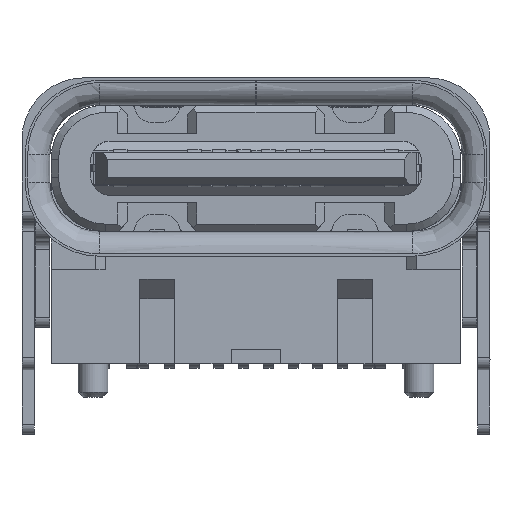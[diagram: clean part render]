
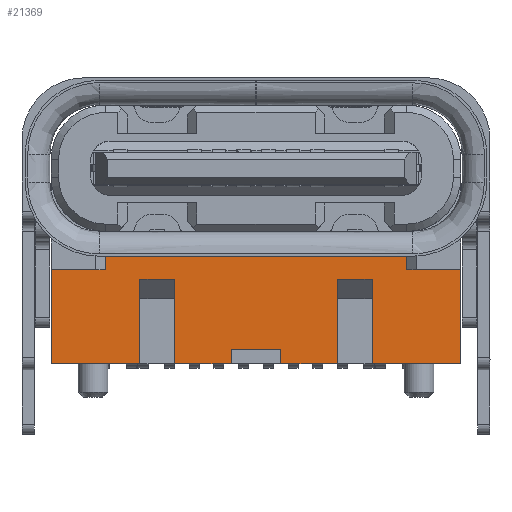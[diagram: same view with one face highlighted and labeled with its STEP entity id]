
A CAD part, front view. The second image highlights one B-rep face of the part: STEP entity #21369.
In plain terms, the highlighted planar face has unit normal (0, -1, 0).
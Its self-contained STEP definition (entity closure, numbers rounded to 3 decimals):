
#3607=DIRECTION('',(-1.,0.,0.));
#3608=VECTOR('',#3607,1.8);
#3609=CARTESIAN_POINT('',(0.9,6.298,
-0.7));
#3610=LINE('',#3609,#3608);
#3611=DIRECTION('',(1.,0.,0.));
#3612=VECTOR('',#3611,2.145);
#3613=CARTESIAN_POINT('',(0.9,6.298,
-1.28));
#3614=LINE('',#3613,#3612);
#3615=DIRECTION('',(0.,0.,-1.));
#3616=VECTOR('',#3615,1.91);
#3617=CARTESIAN_POINT('',(4.145,6.298,-2.05));
#3618=LINE('',#3617,#3616);
#3619=DIRECTION('',(-1.,0.,0.));
#3620=VECTOR('',#3619,1.795);
#3621=CARTESIAN_POINT('',(4.145,6.298,-3.96));
#3622=LINE('',#3621,#3620);
#3623=DIRECTION('',(1.,0.,0.));
#3624=VECTOR('',#3623,0.7);
#3625=CARTESIAN_POINT('',(1.65,6.298,-2.25));
#3626=LINE('',#3625,#3624);
#3627=DIRECTION('',(-1.,0.,0.));
#3628=VECTOR('',#3627,1.15);
#3629=CARTESIAN_POINT('',(1.65,6.298,-3.96));
#3630=LINE('',#3629,#3628);
#3631=DIRECTION('',(0.,0.,1.));
#3632=VECTOR('',#3631,0.3);
#3633=CARTESIAN_POINT('',(0.5,6.298,
-3.96));
#3634=LINE('',#3633,#3632);
#3635=DIRECTION('',(-1.,0.,0.));
#3636=VECTOR('',#3635,1.);
#3637=CARTESIAN_POINT('',(0.5,6.298,
-3.66));
#3638=LINE('',#3637,#3636);
#3639=DIRECTION('',(-1.,0.,0.));
#3640=VECTOR('',#3639,1.15);
#3641=CARTESIAN_POINT('',(-0.5,6.298,
-3.96));
#3642=LINE('',#3641,#3640);
#3643=DIRECTION('',(1.,0.,0.));
#3644=VECTOR('',#3643,0.7);
#3645=CARTESIAN_POINT('',(-2.35,6.298,
-2.25));
#3646=LINE('',#3645,#3644);
#3647=DIRECTION('',(-1.,0.,0.));
#3648=VECTOR('',#3647,1.795);
#3649=CARTESIAN_POINT('',(-2.35,6.298,
-3.96));
#3650=LINE('',#3649,#3648);
#3651=DIRECTION('',(0.,0.,1.));
#3652=VECTOR('',#3651,1.91);
#3653=CARTESIAN_POINT('',(-4.145,6.298,
-3.96));
#3654=LINE('',#3653,#3652);
#3655=DIRECTION('',(0.,0.,1.));
#3656=VECTOR('',#3655,0.77);
#3657=CARTESIAN_POINT('',(-3.045,6.298,
-2.05));
#3658=LINE('',#3657,#3656);
#3659=DIRECTION('',(1.,0.,0.));
#3660=VECTOR('',#3659,2.145);
#3661=CARTESIAN_POINT('',(-3.045,6.298,
-1.28));
#3662=LINE('',#3661,#3660);
#3663=DIRECTION('',(0.,0.,1.));
#3664=VECTOR('',#3663,0.58);
#3665=CARTESIAN_POINT('',(-0.9,6.298,
-1.28));
#3666=LINE('',#3665,#3664);
#5639=DIRECTION('',(-1.,0.,0.));
#5640=VECTOR('',#5639,1.1);
#5641=CARTESIAN_POINT('',(4.145,6.298,-2.05));
#5642=LINE('',#5641,#5640);
#5655=DIRECTION('',(0.,0.,1.));
#5656=VECTOR('',#5655,0.77);
#5657=CARTESIAN_POINT('',(3.045,6.298,-2.05));
#5658=LINE('',#5657,#5656);
#10721=DIRECTION('',(0.,0.,1.));
#10722=VECTOR('',#10721,0.58);
#10723=CARTESIAN_POINT('',(0.9,6.298,
-1.28));
#10724=LINE('',#10723,#10722);
#10737=DIRECTION('',(0.,0.,-1.));
#10738=VECTOR('',#10737,1.71);
#10739=CARTESIAN_POINT('',(2.35,6.298,
-2.25));
#10740=LINE('',#10739,#10738);
#10781=DIRECTION('',(0.,0.,1.));
#10782=VECTOR('',#10781,1.71);
#10783=CARTESIAN_POINT('',(-2.35,6.298,
-3.96));
#10784=LINE('',#10783,#10782);
#10801=DIRECTION('',(0.,0.,-1.));
#10802=VECTOR('',#10801,1.71);
#10803=CARTESIAN_POINT('',(-1.65,6.298,
-2.25));
#10804=LINE('',#10803,#10802);
#10813=DIRECTION('',(0.,0.,1.));
#10814=VECTOR('',#10813,1.71);
#10815=CARTESIAN_POINT('',(1.65,6.298,
-3.96));
#10816=LINE('',#10815,#10814);
#10853=DIRECTION('',(0.,0.,1.));
#10854=VECTOR('',#10853,0.3);
#10855=CARTESIAN_POINT('',(-0.5,6.298,
-3.96));
#10856=LINE('',#10855,#10854);
#10865=DIRECTION('',(-1.,0.,0.));
#10866=VECTOR('',#10865,1.1);
#10867=CARTESIAN_POINT('',(-3.045,6.298,
-2.05));
#10868=LINE('',#10867,#10866);
#12466=CARTESIAN_POINT('',(-4.145,6.298,
-2.05));
#12468=VERTEX_POINT('',#12466);
#12586=CARTESIAN_POINT('',(4.145,6.298,
-2.05));
#12588=VERTEX_POINT('',#12586);
#12599=CARTESIAN_POINT('',(3.045,6.298,
-2.05));
#12600=VERTEX_POINT('',#12599);
#12601=CARTESIAN_POINT('',(-3.045,6.298,
-2.05));
#12602=VERTEX_POINT('',#12601);
#12603=CARTESIAN_POINT('',(-3.045,6.298,
-1.28));
#12604=VERTEX_POINT('',#12603);
#12605=CARTESIAN_POINT('',(-0.9,6.298,
-1.28));
#12606=VERTEX_POINT('',#12605);
#12607=CARTESIAN_POINT('',(0.9,6.298,
-1.28));
#12608=CARTESIAN_POINT('',(3.045,6.298,
-1.28));
#12609=VERTEX_POINT('',#12607);
#12610=VERTEX_POINT('',#12608);
#13266=CARTESIAN_POINT('',(0.9,6.298,
-0.7));
#13267=CARTESIAN_POINT('',(-0.9,6.298,
-0.7));
#13268=VERTEX_POINT('',#13266);
#13269=VERTEX_POINT('',#13267);
#15481=CARTESIAN_POINT('',(-4.145,6.298,
-3.96));
#15483=VERTEX_POINT('',#15481);
#15485=CARTESIAN_POINT('',(-2.35,6.298,
-3.96));
#15486=VERTEX_POINT('',#15485);
#15491=CARTESIAN_POINT('',(-1.65,6.298,
-3.96));
#15492=VERTEX_POINT('',#15491);
#15493=CARTESIAN_POINT('',(-0.5,6.298,
-3.96));
#15494=VERTEX_POINT('',#15493);
#15499=CARTESIAN_POINT('',(0.5,6.298,
-3.96));
#15500=VERTEX_POINT('',#15499);
#15501=CARTESIAN_POINT('',(1.65,6.298,
-3.96));
#15502=VERTEX_POINT('',#15501);
#15507=CARTESIAN_POINT('',(2.35,6.298,
-3.96));
#15508=VERTEX_POINT('',#15507);
#15509=CARTESIAN_POINT('',(4.145,6.298,
-3.96));
#15510=VERTEX_POINT('',#15509);
#15521=CARTESIAN_POINT('',(0.5,6.298,
-3.66));
#15522=CARTESIAN_POINT('',(-0.5,6.298,
-3.66));
#15523=VERTEX_POINT('',#15521);
#15524=VERTEX_POINT('',#15522);
#15557=CARTESIAN_POINT('',(-2.35,6.298,
-2.25));
#15558=CARTESIAN_POINT('',(-1.65,6.298,
-2.25));
#15559=VERTEX_POINT('',#15557);
#15560=VERTEX_POINT('',#15558);
#15565=CARTESIAN_POINT('',(1.65,6.298,
-2.25));
#15566=CARTESIAN_POINT('',(2.35,6.298,
-2.25));
#15567=VERTEX_POINT('',#15565);
#15568=VERTEX_POINT('',#15566);
#21321=CARTESIAN_POINT('',(-4.5,6.298,
-2.05));
#21322=DIRECTION('',(0.,-1.,0.));
#21323=DIRECTION('',(0.,0.,-1.));
#21324=AXIS2_PLACEMENT_3D('',#21321,#21322,#21323);
#21325=PLANE('',#21324);
#21327=ORIENTED_EDGE('',*,*,#21326,.F.);
#21329=ORIENTED_EDGE('',*,*,#21328,.F.);
#21330=ORIENTED_EDGE('',*,*,#17117,.T.);
#21332=ORIENTED_EDGE('',*,*,#21331,.F.);
#21334=ORIENTED_EDGE('',*,*,#21333,.F.);
#21336=ORIENTED_EDGE('',*,*,#21335,.T.);
#21337=ORIENTED_EDGE('',*,*,#19987,.T.);
#21339=ORIENTED_EDGE('',*,*,#21338,.F.);
#21341=ORIENTED_EDGE('',*,*,#21340,.F.);
#21343=ORIENTED_EDGE('',*,*,#21342,.F.);
#21344=ORIENTED_EDGE('',*,*,#19979,.T.);
#21346=ORIENTED_EDGE('',*,*,#21345,.T.);
#21348=ORIENTED_EDGE('',*,*,#21347,.T.);
#21350=ORIENTED_EDGE('',*,*,#21349,.F.);
#21351=ORIENTED_EDGE('',*,*,#19971,.T.);
#21353=ORIENTED_EDGE('',*,*,#21352,.F.);
#21355=ORIENTED_EDGE('',*,*,#21354,.F.);
#21357=ORIENTED_EDGE('',*,*,#21356,.F.);
#21358=ORIENTED_EDGE('',*,*,#19963,.T.);
#21359=ORIENTED_EDGE('',*,*,#17591,.T.);
#21361=ORIENTED_EDGE('',*,*,#21360,.F.);
#21363=ORIENTED_EDGE('',*,*,#21362,.T.);
#21364=ORIENTED_EDGE('',*,*,#17146,.T.);
#21366=ORIENTED_EDGE('',*,*,#21365,.T.);
#21367=EDGE_LOOP('',(#21327,#21329,#21330,#21332,#21334,#21336,#21337,#21339,
#21341,#21343,#21344,#21346,#21348,#21350,#21351,#21353,#21355,#21357,#21358,
#21359,#21361,#21363,#21364,#21366));
#21368=FACE_OUTER_BOUND('',#21367,.F.);
#17117=EDGE_CURVE('',#12609,#12610,#3614,.T.);
#17146=EDGE_CURVE('',#12604,#12606,#3662,.T.);
#17591=EDGE_CURVE('',#15483,#12468,#3654,.T.);
#19963=EDGE_CURVE('',#15486,#15483,#3650,.T.);
#19971=EDGE_CURVE('',#15494,#15492,#3642,.T.);
#19979=EDGE_CURVE('',#15502,#15500,#3630,.T.);
#19987=EDGE_CURVE('',#15510,#15508,#3622,.T.);
#21326=EDGE_CURVE('',#13268,#13269,#3610,.T.);
#21328=EDGE_CURVE('',#12609,#13268,#10724,.T.);
#21331=EDGE_CURVE('',#12600,#12610,#5658,.T.);
#21333=EDGE_CURVE('',#12588,#12600,#5642,.T.);
#21335=EDGE_CURVE('',#12588,#15510,#3618,.T.);
#21338=EDGE_CURVE('',#15568,#15508,#10740,.T.);
#21340=EDGE_CURVE('',#15567,#15568,#3626,.T.);
#21342=EDGE_CURVE('',#15502,#15567,#10816,.T.);
#21345=EDGE_CURVE('',#15500,#15523,#3634,.T.);
#21347=EDGE_CURVE('',#15523,#15524,#3638,.T.);
#21349=EDGE_CURVE('',#15494,#15524,#10856,.T.);
#21352=EDGE_CURVE('',#15560,#15492,#10804,.T.);
#21354=EDGE_CURVE('',#15559,#15560,#3646,.T.);
#21356=EDGE_CURVE('',#15486,#15559,#10784,.T.);
#21360=EDGE_CURVE('',#12602,#12468,#10868,.T.);
#21362=EDGE_CURVE('',#12602,#12604,#3658,.T.);
#21365=EDGE_CURVE('',#12606,#13269,#3666,.T.);
#21369=ADVANCED_FACE('',(#21368),#21325,.T.);
